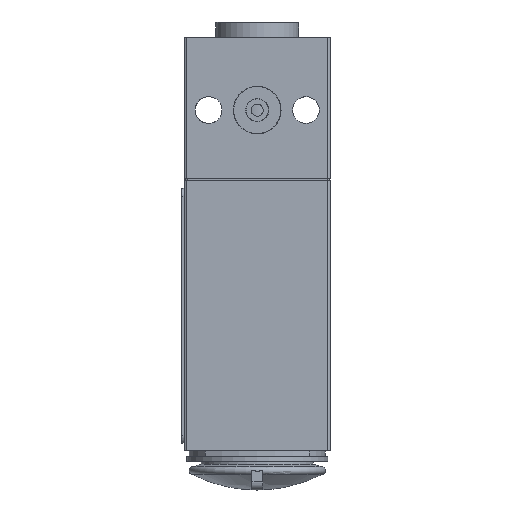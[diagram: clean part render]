
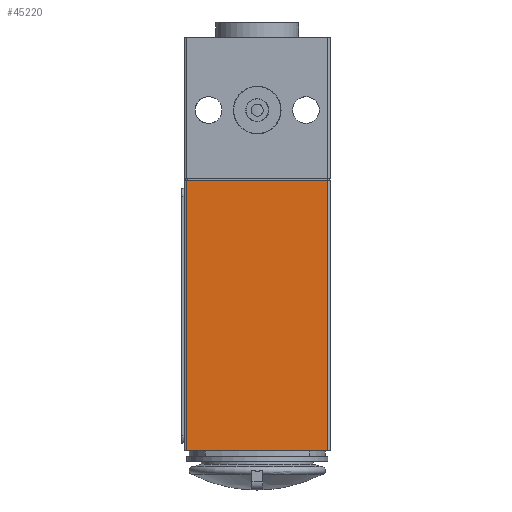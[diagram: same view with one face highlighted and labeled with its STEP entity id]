
A CAD part, front view. The second image highlights one B-rep face of the part: STEP entity #45220.
In plain terms, the highlighted planar face has unit normal (0, -1, 0).
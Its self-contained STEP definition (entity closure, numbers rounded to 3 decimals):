
#1381=CARTESIAN_POINT('',(14.5,-15.,-55.5));
#1382=VERTEX_POINT('',#1381);
#1390=CARTESIAN_POINT('',(-14.5,-15.,-55.5));
#1391=VERTEX_POINT('',#1390);
#1392=CARTESIAN_POINT('',(-14.5,-15.,-55.5));
#1393=DIRECTION('',(1.0,0.0,0.0));
#1394=VECTOR('',#1393,29.);
#1395=LINE('',#1392,#1394);
#1396=EDGE_CURVE('',#1391,#1382,#1395,.T.);
#1835=CARTESIAN_POINT('',(14.5,-15.,0.));
#1836=VERTEX_POINT('',#1835);
#1886=CARTESIAN_POINT('',(-14.5,-15.,0.));
#1887=VERTEX_POINT('',#1886);
#1895=CARTESIAN_POINT('',(-14.5,-15.,0.));
#1896=DIRECTION('',(1.0,0.0,0.0));
#1897=VECTOR('',#1896,29.);
#1898=LINE('',#1895,#1897);
#1899=EDGE_CURVE('',#1887,#1836,#1898,.T.);
#45118=CARTESIAN_POINT('',(-14.5,-15.,-55.5));
#45119=DIRECTION('',(0.0,0.0,1.0));
#45120=VECTOR('',#45119,55.5);
#45121=LINE('',#45118,#45120);
#45122=EDGE_CURVE('',#1391,#1887,#45121,.T.);
#45204=CARTESIAN_POINT('',(-15.,-15.,0.));
#45205=DIRECTION('',(0.0,-1.0,0.0));
#45206=DIRECTION('',(0.0,0.0,1.0));
#45207=AXIS2_PLACEMENT_3D('',#45204,#45205,#45206);
#45208=PLANE('',#45207);
#45209=CARTESIAN_POINT('',(14.5,-15.,0.));
#45210=DIRECTION('',(0.0,0.0,-1.0));
#45211=VECTOR('',#45210,55.5);
#45212=LINE('',#45209,#45211);
#45213=EDGE_CURVE('',#1836,#1382,#45212,.T.);
#45214=ORIENTED_EDGE('',*,*,#45213,.F.);
#45215=ORIENTED_EDGE('',*,*,#1899,.F.);
#45216=ORIENTED_EDGE('',*,*,#45122,.F.);
#45217=ORIENTED_EDGE('',*,*,#1396,.T.);
#45218=EDGE_LOOP('',(#45214,#45215,#45216,#45217));
#45219=FACE_OUTER_BOUND('',#45218,.T.);
#45220=ADVANCED_FACE('',(#45219),#45208,.T.);
